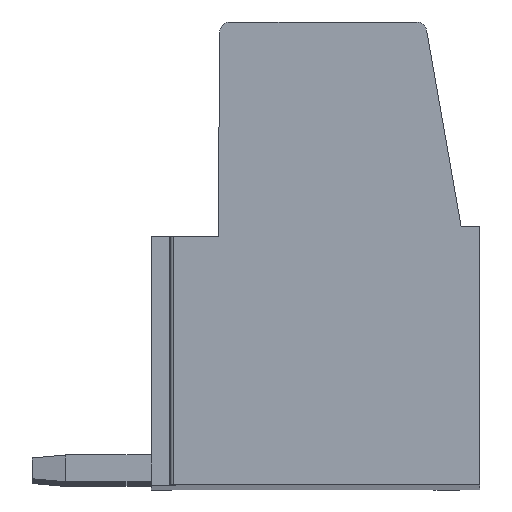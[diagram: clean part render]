
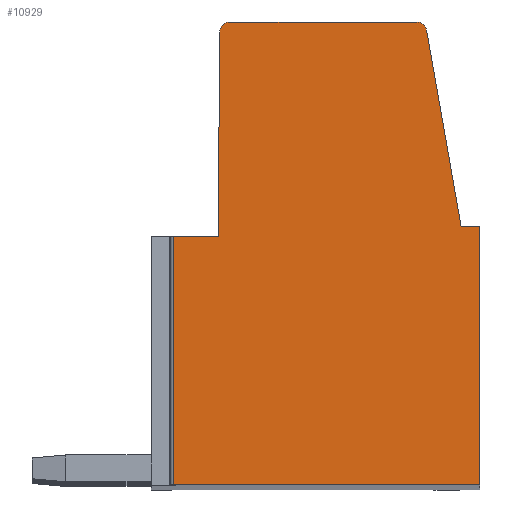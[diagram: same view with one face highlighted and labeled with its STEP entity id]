
A CAD part, top view. The second image highlights one B-rep face of the part: STEP entity #10929.
In plain terms, the highlighted planar face has unit normal (0, 0, 1).
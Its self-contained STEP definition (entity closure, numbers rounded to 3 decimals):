
#1867=DIRECTION('',(0.,1.,0.));
#1868=VECTOR('',#1867,7.4);
#1869=CARTESIAN_POINT('',(-4.225,-7.4,2.5));
#1870=LINE('',#1869,#1868);
#1871=DIRECTION('',(-1.,0.,0.));
#1872=VECTOR('',#1871,1.325);
#1873=CARTESIAN_POINT('',(-2.9,0.,2.5));
#1874=LINE('',#1873,#1872);
#1875=DIRECTION('',(-0.007,-1.,0.));
#1876=VECTOR('',#1875,6.1);
#1877=CARTESIAN_POINT('',(-2.859,6.1,2.5));
#1878=LINE('',#1877,#1876);
#1879=CARTESIAN_POINT('',(-2.557,6.098,2.5));
#1880=DIRECTION('',(0.,0.,1.));
#1881=DIRECTION('',(0.,1.,0.));
#1882=AXIS2_PLACEMENT_3D('',#1879,#1880,#1881);
#1884=DIRECTION('',(-1.,0.,0.));
#1885=VECTOR('',#1884,5.57);
#1886=CARTESIAN_POINT('',(3.013,6.4,2.5));
#1887=LINE('',#1886,#1885);
#1888=CARTESIAN_POINT('',(3.013,6.098,2.5));
#1889=DIRECTION('',(0.,0.,1.));
#1890=DIRECTION('',(0.985,0.173,0.));
#1891=AXIS2_PLACEMENT_3D('',#1888,#1889,#1890);
#1893=DIRECTION('',(-0.173,0.985,0.));
#1894=VECTOR('',#1893,5.94);
#1895=CARTESIAN_POINT('',(4.34,0.3,2.5));
#1896=LINE('',#1895,#1894);
#1897=DIRECTION('',(-1.,0.,0.));
#1898=VECTOR('',#1897,0.56);
#1899=CARTESIAN_POINT('',(4.9,0.3,2.5));
#1900=LINE('',#1899,#1898);
#1901=DIRECTION('',(0.,1.,0.));
#1902=VECTOR('',#1901,7.7);
#1903=CARTESIAN_POINT('',(4.9,-7.4,2.5));
#1904=LINE('',#1903,#1902);
#1905=DIRECTION('',(1.,0.,0.));
#1906=VECTOR('',#1905,9.125);
#1907=CARTESIAN_POINT('',(-4.225,-7.4,2.5));
#1908=LINE('',#1907,#1906);
#6487=CARTESIAN_POINT('',(4.9,-7.4,2.5));
#6488=CARTESIAN_POINT('',(4.9,0.3,2.5));
#6489=VERTEX_POINT('',#6487);
#6490=VERTEX_POINT('',#6488);
#6491=CARTESIAN_POINT('',(4.34,0.3,2.5));
#6492=VERTEX_POINT('',#6491);
#6493=CARTESIAN_POINT('',(3.311,6.15,2.5));
#6494=VERTEX_POINT('',#6493);
#6495=CARTESIAN_POINT('',(3.013,6.4,2.5));
#6496=VERTEX_POINT('',#6495);
#6497=CARTESIAN_POINT('',(-2.557,6.4,2.5));
#6498=VERTEX_POINT('',#6497);
#6499=CARTESIAN_POINT('',(-2.859,6.1,2.5));
#6500=VERTEX_POINT('',#6499);
#6501=CARTESIAN_POINT('',(-2.9,0.,2.5));
#6502=VERTEX_POINT('',#6501);
#6547=CARTESIAN_POINT('',(-4.225,-7.4,2.5));
#6548=CARTESIAN_POINT('',(-4.225,0.,2.5));
#6549=VERTEX_POINT('',#6547);
#6550=VERTEX_POINT('',#6548);
#10905=CARTESIAN_POINT('',(0.,0.,2.5));
#10906=DIRECTION('',(0.,0.,1.));
#10907=DIRECTION('',(1.,0.,0.));
#10908=AXIS2_PLACEMENT_3D('',#10905,#10906,#10907);
#10909=PLANE('',#10908);
#10910=ORIENTED_EDGE('',*,*,#10897,.T.);
#10911=ORIENTED_EDGE('',*,*,#8288,.F.);
#10913=ORIENTED_EDGE('',*,*,#10912,.F.);
#10915=ORIENTED_EDGE('',*,*,#10914,.F.);
#10917=ORIENTED_EDGE('',*,*,#10916,.F.);
#10919=ORIENTED_EDGE('',*,*,#10918,.F.);
#10921=ORIENTED_EDGE('',*,*,#10920,.F.);
#10923=ORIENTED_EDGE('',*,*,#10922,.F.);
#10925=ORIENTED_EDGE('',*,*,#10924,.F.);
#10926=ORIENTED_EDGE('',*,*,#8496,.F.);
#10927=EDGE_LOOP('',(#10910,#10911,#10913,#10915,#10917,#10919,#10921,#10923,
#10925,#10926));
#10928=FACE_OUTER_BOUND('',#10927,.F.);
#1883=CIRCLE('',#1882,0.302);
#1892=CIRCLE('',#1891,0.302);
#8288=EDGE_CURVE('',#6502,#6550,#1874,.T.);
#8496=EDGE_CURVE('',#6549,#6489,#1908,.T.);
#10897=EDGE_CURVE('',#6549,#6550,#1870,.T.);
#10912=EDGE_CURVE('',#6500,#6502,#1878,.T.);
#10914=EDGE_CURVE('',#6498,#6500,#1883,.T.);
#10916=EDGE_CURVE('',#6496,#6498,#1887,.T.);
#10918=EDGE_CURVE('',#6494,#6496,#1892,.T.);
#10920=EDGE_CURVE('',#6492,#6494,#1896,.T.);
#10922=EDGE_CURVE('',#6490,#6492,#1900,.T.);
#10924=EDGE_CURVE('',#6489,#6490,#1904,.T.);
#10929=ADVANCED_FACE('',(#10928),#10909,.T.);
